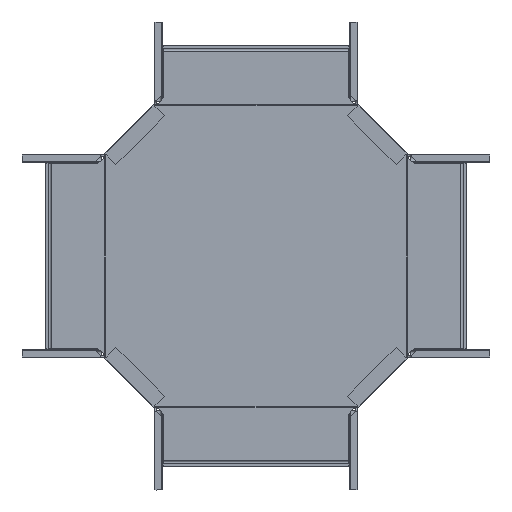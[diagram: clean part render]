
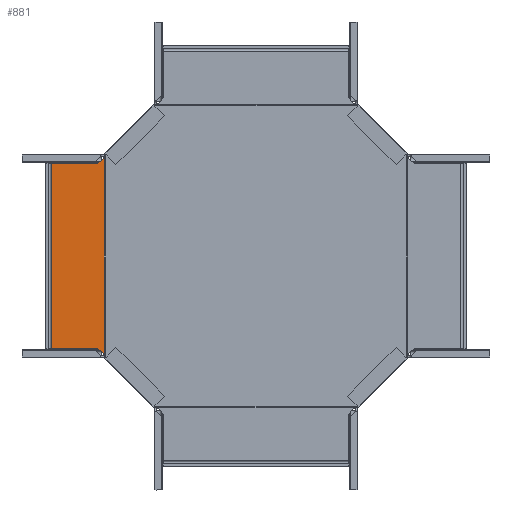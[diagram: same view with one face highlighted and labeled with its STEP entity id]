
A CAD part, front view. The second image highlights one B-rep face of the part: STEP entity #881.
In plain terms, the highlighted planar face has unit normal (0, -1, 0).
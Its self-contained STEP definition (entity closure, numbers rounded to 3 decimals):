
#67 = EDGE_LOOP ( 'NONE', ( #503, #2300, #3035, #1409, #2712, #4147, #5540, #5288 ) ) ;
#169 = DIRECTION ( 'NONE',  ( 0., 0., -1. ) ) ;
#174 = CARTESIAN_POINT ( 'NONE',  ( -148.019, -2., 95.104 ) ) ;
#257 = CARTESIAN_POINT ( 'NONE',  ( -147.791, -2., -95.26 ) ) ;
#317 = CARTESIAN_POINT ( 'NONE',  ( -147.784, -2., -95.265 ) ) ;
#348 = CARTESIAN_POINT ( 'NONE',  ( -148.062, -2., -95.074 ) ) ;
#386 = EDGE_CURVE ( 'NONE', #4260, #5870, #2831, .T. ) ;
#410 = PLANE ( 'NONE',  #5912 ) ;
#442 = CARTESIAN_POINT ( 'NONE',  ( -147.413, -2., -95.502 ) ) ;
#503 = ORIENTED_EDGE ( 'NONE', *, *, #5218, .T. ) ;
#516 = VECTOR ( 'NONE', #1901, 1000. ) ;
#640 = CARTESIAN_POINT ( 'NONE',  ( -147.537, -2., 95.428 ) ) ;
#669 = EDGE_CURVE ( 'NONE', #5870, #2777, #5397, .T. ) ;
#845 = CARTESIAN_POINT ( 'NONE',  ( -147.647, -2., -95.357 ) ) ;
#881 = ADVANCED_FACE ( 'NONE', ( #1453 ), #410, .T. ) ;
#1034 = VERTEX_POINT ( 'NONE', #5922 ) ;
#1321 = CARTESIAN_POINT ( 'NONE',  ( -147.413, -2., -95.502 ) ) ;
#1409 = ORIENTED_EDGE ( 'NONE', *, *, #386, .F. ) ;
#1453 = FACE_OUTER_BOUND ( 'NONE', #67, .T. ) ;
#1602 = LINE ( 'NONE', #4054, #3660 ) ;
#1706 = EDGE_CURVE ( 'NONE', #5277, #3960, #3273, .T. ) ;
#1901 = DIRECTION ( 'NONE',  ( 1., 0., 0. ) ) ;
#2029 = LINE ( 'NONE', #4923, #516 ) ;
#2062 = EDGE_CURVE ( 'NONE', #3797, #2777, #4251, .T. ) ;
#2153 = CARTESIAN_POINT ( 'NONE',  ( -198.823, -2., 89.75 ) ) ;
#2300 = ORIENTED_EDGE ( 'NONE', *, *, #2062, .T. ) ;
#2360 = VECTOR ( 'NONE', #169, 1000. ) ;
#2633 = CARTESIAN_POINT ( 'NONE',  ( -147.413, -2., 0. ) ) ;
#2645 = VERTEX_POINT ( 'NONE', #4663 ) ;
#2712 = ORIENTED_EDGE ( 'NONE', *, *, #4224, .F. ) ;
#2736 = VECTOR ( 'NONE', #5107, 1000. ) ;
#2777 = VERTEX_POINT ( 'NONE', #442 ) ;
#2831 = B_SPLINE_CURVE_WITH_KNOTS ( 'NONE', 3,
 ( #5463, #174, #3061, #4990, #640, #3277 ),
 .UNSPECIFIED., .F., .F.,
 ( 4, 2, 4 ),
 ( 0., 0.5, 1. ),
 .UNSPECIFIED. ) ;
#2947 = VECTOR ( 'NONE', #3698, 1000. ) ;
#3035 = ORIENTED_EDGE ( 'NONE', *, *, #669, .F. ) ;
#3061 = CARTESIAN_POINT ( 'NONE',  ( -147.902, -2., 95.186 ) ) ;
#3132 = CARTESIAN_POINT ( 'NONE',  ( -153.408, -2., -89.75 ) ) ;
#3273 = LINE ( 'NONE', #5197, #2736 ) ;
#3277 = CARTESIAN_POINT ( 'NONE',  ( -147.413, -2., 95.502 ) ) ;
#3303 = CARTESIAN_POINT ( 'NONE',  ( 0.165, -2., 0. ) ) ;
#3456 = LINE ( 'NONE', #5828, #2947 ) ;
#3519 = CARTESIAN_POINT ( 'NONE',  ( -147.413, -2., 95.502 ) ) ;
#3633 = LINE ( 'NONE', #3132, #5326 ) ;
#3660 = VECTOR ( 'NONE', #5005, 1000. ) ;
#3678 = CARTESIAN_POINT ( 'NONE',  ( -147.525, -2., -95.435 ) ) ;
#3698 = DIRECTION ( 'NONE',  ( 0.707, 0., 0.707 ) ) ;
#3709 = CARTESIAN_POINT ( 'NONE',  ( -147.819, -2., -95.241 ) ) ;
#3797 = VERTEX_POINT ( 'NONE', #4253 ) ;
#3960 = VERTEX_POINT ( 'NONE', #2153 ) ;
#4054 = CARTESIAN_POINT ( 'NONE',  ( -153.408, -2., -89.75 ) ) ;
#4147 = ORIENTED_EDGE ( 'NONE', *, *, #4890, .F. ) ;
#4154 = CARTESIAN_POINT ( 'NONE',  ( -148.138, -2., -95.02 ) ) ;
#4214 = CARTESIAN_POINT ( 'NONE',  ( -147.862, -2., -95.212 ) ) ;
#4224 = EDGE_CURVE ( 'NONE', #2645, #4260, #3456, .T. ) ;
#4251 = B_SPLINE_CURVE_WITH_KNOTS ( 'NONE', 3,
 ( #4154, #348, #4657, #4214, #3709, #4601, #257, #6048, #317, #845, #3678, #1321 ),
 .UNSPECIFIED., .F., .F.,
 ( 4, 1, 1, 1, 1, 2, 2, 4 ),
 ( 0., 0.25, 0.375, 0.437, 0.469, 0.484, 0.5, 1. ),
 .UNSPECIFIED. ) ;
#4253 = CARTESIAN_POINT ( 'NONE',  ( -148.138, -2., -95.02 ) ) ;
#4260 = VERTEX_POINT ( 'NONE', #5353 ) ;
#4305 = EDGE_CURVE ( 'NONE', #5277, #1034, #1602, .T. ) ;
#4601 = CARTESIAN_POINT ( 'NONE',  ( -147.799, -2., -95.255 ) ) ;
#4620 = CARTESIAN_POINT ( 'NONE',  ( -198.823, -2., -89.75 ) ) ;
#4657 = CARTESIAN_POINT ( 'NONE',  ( -147.96, -2., -95.145 ) ) ;
#4663 = CARTESIAN_POINT ( 'NONE',  ( -153.408, -2., 89.75 ) ) ;
#4753 = DIRECTION ( 'NONE',  ( 0., -1., 0. ) ) ;
#4785 = DIRECTION ( 'NONE',  ( -1., 0., 0. ) ) ;
#4890 = EDGE_CURVE ( 'NONE', #3960, #2645, #2029, .T. ) ;
#4923 = CARTESIAN_POINT ( 'NONE',  ( -153.408, -2., 89.75 ) ) ;
#4990 = CARTESIAN_POINT ( 'NONE',  ( -147.658, -2., 95.35 ) ) ;
#5005 = DIRECTION ( 'NONE',  ( 1., 0., 0. ) ) ;
#5107 = DIRECTION ( 'NONE',  ( 0., 0., 1. ) ) ;
#5197 = CARTESIAN_POINT ( 'NONE',  ( -198.823, -2., -7.203 ) ) ;
#5218 = EDGE_CURVE ( 'NONE', #1034, #3797, #3633, .T. ) ;
#5277 = VERTEX_POINT ( 'NONE', #4620 ) ;
#5288 = ORIENTED_EDGE ( 'NONE', *, *, #4305, .T. ) ;
#5326 = VECTOR ( 'NONE', #6006, 1000. ) ;
#5353 = CARTESIAN_POINT ( 'NONE',  ( -148.138, -2., 95.02 ) ) ;
#5397 = LINE ( 'NONE', #2633, #2360 ) ;
#5463 = CARTESIAN_POINT ( 'NONE',  ( -148.138, -2., 95.02 ) ) ;
#5540 = ORIENTED_EDGE ( 'NONE', *, *, #1706, .F. ) ;
#5828 = CARTESIAN_POINT ( 'NONE',  ( -153.408, -2., 89.75 ) ) ;
#5870 = VERTEX_POINT ( 'NONE', #3519 ) ;
#5912 = AXIS2_PLACEMENT_3D ( 'NONE', #3303, #4753, #4785 ) ;
#5922 = CARTESIAN_POINT ( 'NONE',  ( -153.408, -2., -89.75 ) ) ;
#6006 = DIRECTION ( 'NONE',  ( 0.707, 0., -0.707 ) ) ;
#6048 = CARTESIAN_POINT ( 'NONE',  ( -147.785, -2., -95.264 ) ) ;
